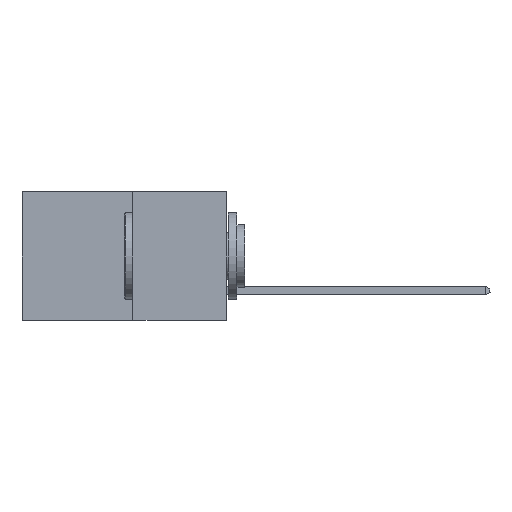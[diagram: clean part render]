
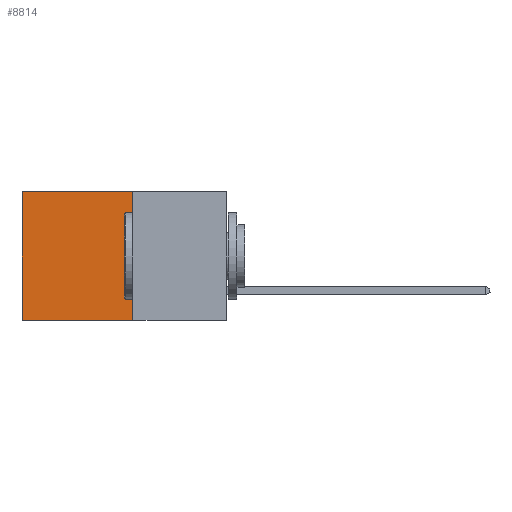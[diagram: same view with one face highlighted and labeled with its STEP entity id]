
A CAD part, left-side view. The second image highlights one B-rep face of the part: STEP entity #8814.
In plain terms, the highlighted planar face has unit normal (-1, 0, 0).
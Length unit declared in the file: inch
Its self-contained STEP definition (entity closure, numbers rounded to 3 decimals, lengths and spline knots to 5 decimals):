
#369 = CARTESIAN_POINT ( 'NONE',  ( 0.277, 0.27, -0.37 ) ) ;
#747 = DIRECTION ( 'NONE',  ( 0., 1., 0. ) ) ;
#1686 = CARTESIAN_POINT ( 'NONE',  ( 0.277, 0.27, -0.37 ) ) ;
#2075 = DIRECTION ( 'NONE',  ( 0., 1., 0. ) ) ;
#2197 = CARTESIAN_POINT ( 'NONE',  ( 0.277, 0.27, 0. ) ) ;
#2227 = FACE_OUTER_BOUND ( 'NONE', #15680, .T. ) ;
#2712 = CARTESIAN_POINT ( 'NONE',  ( 0.277, 0.59, -0.37 ) ) ;
#2872 = VECTOR ( 'NONE', #2075, 39.37008 ) ;
#3571 = CARTESIAN_POINT ( 'NONE',  ( 0.277, 0.59, -0.37 ) ) ;
#4363 = EDGE_CURVE ( 'NONE', #6262, #20568, #22417, .T. ) ;
#4704 = AXIS2_PLACEMENT_3D ( 'NONE', #14373, #31219, #16830 ) ;
#4712 = CARTESIAN_POINT ( 'NONE',  ( 0.277, 0.59, 0. ) ) ;
#5276 = VERTEX_POINT ( 'NONE', #2712 ) ;
#5382 = EDGE_CURVE ( 'NONE', #20079, #5276, #23116, .T. ) ;
#5783 = ORIENTED_EDGE ( 'NONE', *, *, #5382, .F. ) ;
#6262 = VERTEX_POINT ( 'NONE', #21498 ) ;
#8814 = ADVANCED_FACE ( 'NONE', ( #2227 ), #28750, .F. ) ;
#12939 = LINE ( 'NONE', #3571, #25895 ) ;
#13454 = ORIENTED_EDGE ( 'NONE', *, *, #31187, .T. ) ;
#14373 = CARTESIAN_POINT ( 'NONE',  ( 0.277, 0.27, -0.37 ) ) ;
#15680 = EDGE_LOOP ( 'NONE', ( #13454, #5783, #25663, #27195 ) ) ;
#16830 = DIRECTION ( 'NONE',  ( 0., 0., -1. ) ) ;
#17636 = LINE ( 'NONE', #1686, #22564 ) ;
#20079 = VERTEX_POINT ( 'NONE', #22379 ) ;
#20568 = VERTEX_POINT ( 'NONE', #4712 ) ;
#20717 = DIRECTION ( 'NONE',  ( 0., 0., -1. ) ) ;
#21075 = EDGE_CURVE ( 'NONE', #6262, #20079, #17636, .T. ) ;
#21498 = CARTESIAN_POINT ( 'NONE',  ( 0.277, 0.27, 0. ) ) ;
#21599 = VECTOR ( 'NONE', #747, 39.37008 ) ;
#22379 = CARTESIAN_POINT ( 'NONE',  ( 0.277, 0.27, -0.37 ) ) ;
#22417 = LINE ( 'NONE', #2197, #2872 ) ;
#22564 = VECTOR ( 'NONE', #28580, 39.37008 ) ;
#23116 = LINE ( 'NONE', #369, #21599 ) ;
#25663 = ORIENTED_EDGE ( 'NONE', *, *, #21075, .F. ) ;
#25895 = VECTOR ( 'NONE', #20717, 39.37008 ) ;
#27195 = ORIENTED_EDGE ( 'NONE', *, *, #4363, .T. ) ;
#28580 = DIRECTION ( 'NONE',  ( 0., 0., -1. ) ) ;
#28750 = PLANE ( 'NONE',  #4704 ) ;
#31187 = EDGE_CURVE ( 'NONE', #20568, #5276, #12939, .T. ) ;
#31219 = DIRECTION ( 'NONE',  ( 1., 0., 0. ) ) ;
